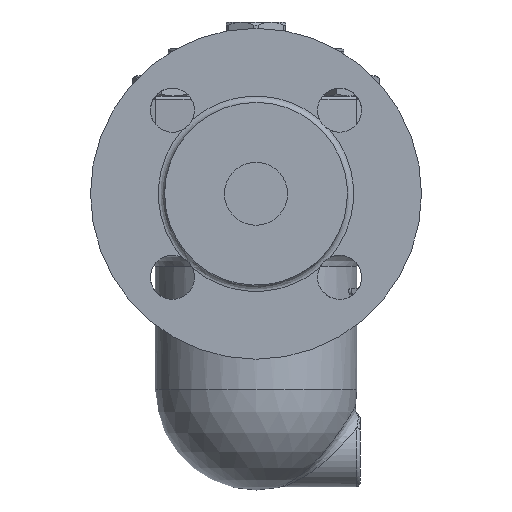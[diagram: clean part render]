
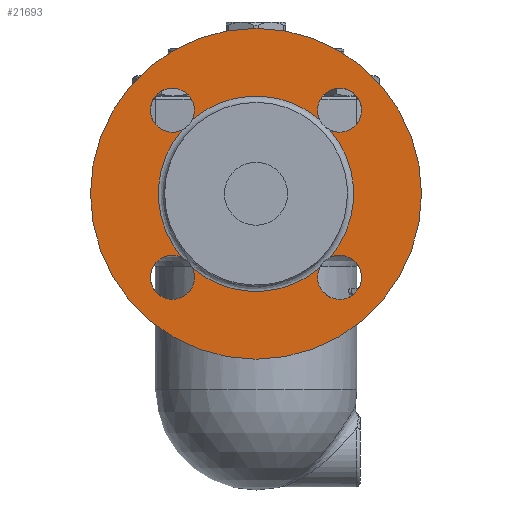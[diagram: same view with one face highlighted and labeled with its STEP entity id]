
A CAD part, left-side view. The second image highlights one B-rep face of the part: STEP entity #21693.
In plain terms, the highlighted planar face has unit normal (-1, 0, 0).
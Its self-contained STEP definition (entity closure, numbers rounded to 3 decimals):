
#21533=CARTESIAN_POINT('',(-70.0,20.188,-29.526));
#21534=VERTEX_POINT('',#21533);
#21535=CARTESIAN_POINT('',(-70.,-20.188,-29.526));
#21536=VERTEX_POINT('',#21535);
#21537=CARTESIAN_POINT('',(-70.,0.0,-6.));
#21538=DIRECTION('',(-1.0,0.0,0.0));
#21539=DIRECTION('',(0.0,0.0,-1.0));
#21540=AXIS2_PLACEMENT_3D('',#21537,#21538,#21539);
#21541=CIRCLE('',#21540,31.);
#21542=EDGE_CURVE('',#21534,#21536,#21541,.T.);
#21544=CARTESIAN_POINT('',(-70.,-23.526,-26.188));
#21545=VERTEX_POINT('',#21544);
#21561=CARTESIAN_POINT('',(-70.,-23.526,14.188));
#21562=VERTEX_POINT('',#21561);
#21563=CARTESIAN_POINT('',(-70.,0.0,-6.));
#21564=DIRECTION('',(-1.0,0.0,0.0));
#21565=DIRECTION('',(0.0,0.0,-1.0));
#21566=AXIS2_PLACEMENT_3D('',#21563,#21564,#21565);
#21567=CIRCLE('',#21566,31.);
#21568=EDGE_CURVE('',#21545,#21562,#21567,.T.);
#21570=CARTESIAN_POINT('',(-70.,-20.188,17.526));
#21571=VERTEX_POINT('',#21570);
#21587=CARTESIAN_POINT('',(-70.0,20.188,17.526));
#21588=VERTEX_POINT('',#21587);
#21589=CARTESIAN_POINT('',(-70.,0.0,-6.));
#21590=DIRECTION('',(-1.0,0.0,0.0));
#21591=DIRECTION('',(0.0,0.0,-1.0));
#21592=AXIS2_PLACEMENT_3D('',#21589,#21590,#21591);
#21593=CIRCLE('',#21592,31.);
#21594=EDGE_CURVE('',#21571,#21588,#21593,.T.);
#21596=CARTESIAN_POINT('',(-70.0,23.526,14.188));
#21597=VERTEX_POINT('',#21596);
#21613=CARTESIAN_POINT('',(-70.0,23.526,-26.188));
#21614=VERTEX_POINT('',#21613);
#21615=CARTESIAN_POINT('',(-70.,0.0,-6.));
#21616=DIRECTION('',(-1.0,0.0,0.0));
#21617=DIRECTION('',(0.0,0.0,-1.0));
#21618=AXIS2_PLACEMENT_3D('',#21615,#21616,#21617);
#21619=CIRCLE('',#21618,31.);
#21620=EDGE_CURVE('',#21597,#21614,#21619,.T.);
#21643=CARTESIAN_POINT('',(-70.,0.0,-6.));
#21644=DIRECTION('',(1.0,0.0,0.0));
#21645=DIRECTION('',(0.0,0.0,-1.0));
#21646=AXIS2_PLACEMENT_3D('',#21643,#21644,#21645);
#21647=PLANE('',#21646);
#21648=CARTESIAN_POINT('',(-70.,0.,46.5));
#21649=VERTEX_POINT('',#21648);
#21650=CARTESIAN_POINT('',(-70.,0.0,-6.));
#21651=DIRECTION('',(1.0,0.0,0.0));
#21652=DIRECTION('',(0.0,0.0,-1.0));
#21653=AXIS2_PLACEMENT_3D('',#21650,#21651,#21652);
#21654=CIRCLE('',#21653,52.5);
#21655=EDGE_CURVE('',#21649,#21649,#21654,.T.);
#21656=ORIENTED_EDGE('',*,*,#21655,.F.);
#21657=EDGE_LOOP('',(#21656));
#21658=FACE_OUTER_BOUND('',#21657,.T.);
#21659=ORIENTED_EDGE('',*,*,#21542,.F.);
#21660=CARTESIAN_POINT('',(-70.0,26.517,-32.517));
#21661=DIRECTION('',(-1.0,0.0,0.0));
#21662=DIRECTION('',(0.0,1.0,0.0));
#21663=AXIS2_PLACEMENT_3D('',#21660,#21661,#21662);
#21664=CIRCLE('',#21663,7.);
#21665=EDGE_CURVE('',#21614,#21534,#21664,.T.);
#21666=ORIENTED_EDGE('',*,*,#21665,.F.);
#21667=ORIENTED_EDGE('',*,*,#21620,.F.);
#21668=CARTESIAN_POINT('',(-70.0,26.517,20.517));
#21669=DIRECTION('',(-1.0,0.0,0.0));
#21670=DIRECTION('',(0.0,0.0,1.0));
#21671=AXIS2_PLACEMENT_3D('',#21668,#21669,#21670);
#21672=CIRCLE('',#21671,7.);
#21673=EDGE_CURVE('',#21588,#21597,#21672,.T.);
#21674=ORIENTED_EDGE('',*,*,#21673,.F.);
#21675=ORIENTED_EDGE('',*,*,#21594,.F.);
#21676=CARTESIAN_POINT('',(-70.0,-26.517,20.517));
#21677=DIRECTION('',(-1.0,0.0,0.0));
#21678=DIRECTION('',(0.0,-1.0,0.0));
#21679=AXIS2_PLACEMENT_3D('',#21676,#21677,#21678);
#21680=CIRCLE('',#21679,7.);
#21681=EDGE_CURVE('',#21562,#21571,#21680,.T.);
#21682=ORIENTED_EDGE('',*,*,#21681,.F.);
#21683=ORIENTED_EDGE('',*,*,#21568,.F.);
#21684=CARTESIAN_POINT('',(-70.,-26.517,-32.517));
#21685=DIRECTION('',(-1.0,0.0,0.0));
#21686=DIRECTION('',(0.0,0.0,-1.0));
#21687=AXIS2_PLACEMENT_3D('',#21684,#21685,#21686);
#21688=CIRCLE('',#21687,7.);
#21689=EDGE_CURVE('',#21536,#21545,#21688,.T.);
#21690=ORIENTED_EDGE('',*,*,#21689,.F.);
#21691=EDGE_LOOP('',(#21659,#21666,#21667,#21674,#21675,#21682,#21683,#21690));
#21692=FACE_BOUND('',#21691,.T.);
#21693=ADVANCED_FACE('',(#21658,#21692),#21647,.F.);
